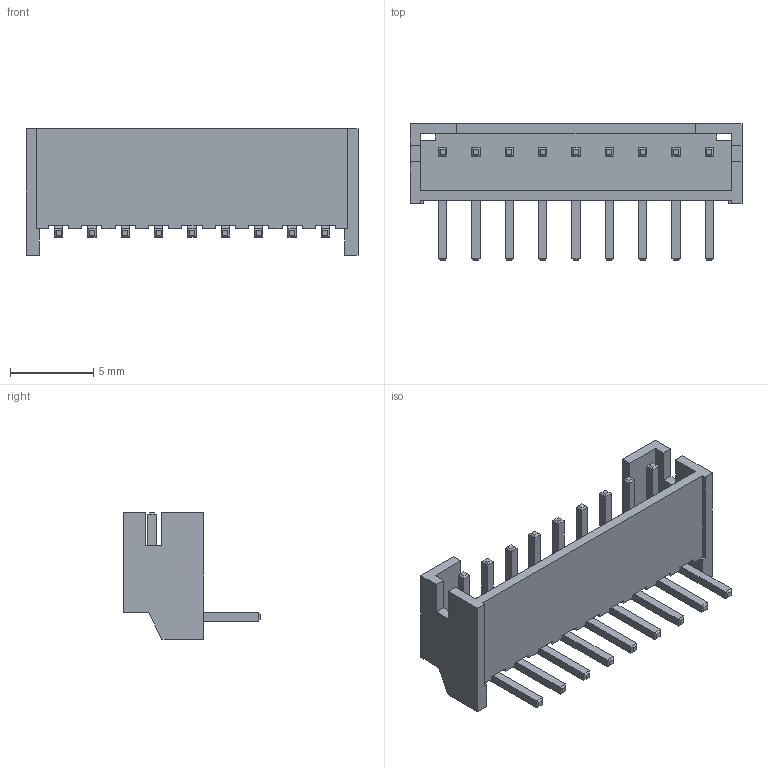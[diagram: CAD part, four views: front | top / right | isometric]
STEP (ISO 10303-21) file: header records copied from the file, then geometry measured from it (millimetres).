
FILE_DESCRIPTION(/* description */ (''),/* implementation_level */ '2;1');
FILE_NAME(/* name */ 'S9B-PH-KL.stp',/* time_stamp */ '2017-04-07T20:51:20+09:00',/* author */ (''),/* organization */ (''),/* preprocessor_version */ 'ST-DEVELOPER v16.5',/* originating_system */ 'Autodesk Translation Framework v5.2.0.2920',/* authorisation */ '');
FILE_SCHEMA (('AUTOMOTIVE_DESIGN { 1 0 10303 214 3 1 1 }'));
Length unit declared in the file: millimetre
Products named in the file (1): S3B-PH-KL v4
Bounding box: 19.9 x 8.2 x 7.6 mm (x, y, z)
Volume: 191.8 mm3; surface area: 871.7 mm2
Topology: 10 solids, 10 shells, 276 faces, 706 edges, 446 vertices
Faces by surface type: plane 258, cylinder 18
Entity records: 8185 total; most frequent: CARTESIAN_POINT 1429, ORIENTED_EDGE 1412, DIRECTION 1296, EDGE_CURVE 706, LINE 670, VECTOR 670, VERTEX_POINT 446, AXIS2_PLACEMENT_3D 313
